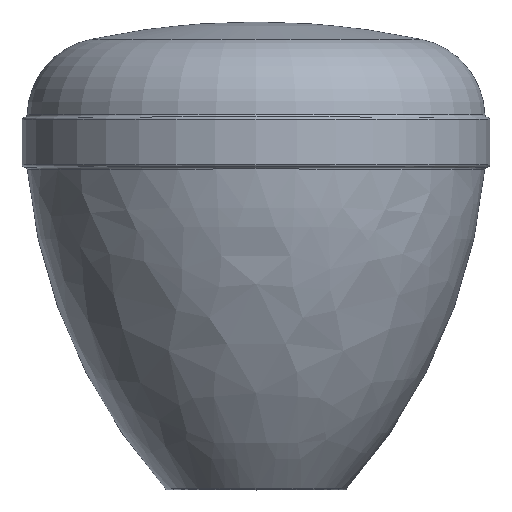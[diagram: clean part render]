
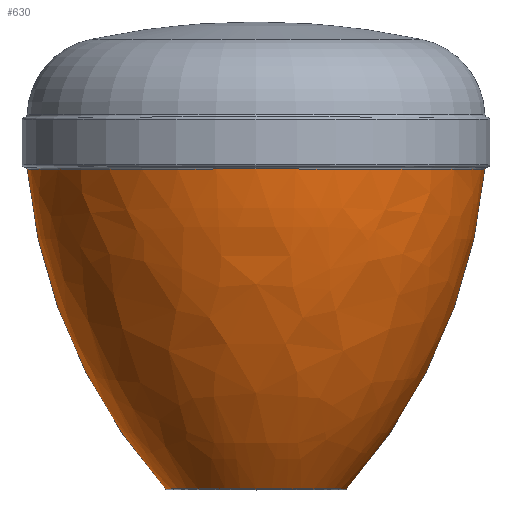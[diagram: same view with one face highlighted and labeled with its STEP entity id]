
A CAD part, top view. The second image highlights one B-rep face of the part: STEP entity #630.
In plain terms, the highlighted free-form (B-spline) face has degree [3, 3] with [7, 4] control points.
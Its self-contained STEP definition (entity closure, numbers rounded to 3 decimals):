
#131=CARTESIAN_POINT('',(0.,0.084,0.));
#132=DIRECTION('',(0.,-1.,0.));
#133=DIRECTION('',(1.,0.,0.));
#134=AXIS2_PLACEMENT_3D('',#131,#132,#133);
#136=CARTESIAN_POINT('',(32.854,37.307,0.));
#137=DIRECTION('',(0.,0.,1.));
#138=DIRECTION('',(-0.996,-0.091,0.));
#139=AXIS2_PLACEMENT_3D('',#136,#137,#138);
#141=CARTESIAN_POINT('',(0.,32.193,0.));
#142=DIRECTION('',(0.,1.,0.));
#143=DIRECTION('',(-1.,0.,0.));
#144=AXIS2_PLACEMENT_3D('',#141,#142,#143);
#146=CARTESIAN_POINT('',(-32.854,37.307,0.));
#147=DIRECTION('',(0.,0.,-1.));
#148=DIRECTION('',(0.996,-0.091,0.));
#149=AXIS2_PLACEMENT_3D('',#146,#147,#148);
#317=CARTESIAN_POINT('',(22.98,32.193,0.));
#318=CARTESIAN_POINT('',(-22.98,32.193,0.));
#319=VERTEX_POINT('',#317);
#320=VERTEX_POINT('',#318);
#345=CARTESIAN_POINT('',(9.075,0.084,0.));
#346=CARTESIAN_POINT('',(-9.075,0.084,0.));
#347=VERTEX_POINT('',#345);
#348=VERTEX_POINT('',#346);
#594=CARTESIAN_POINT('',(22.995,32.902,-1.447));
#595=CARTESIAN_POINT('',(22.009,20.376,-1.385));
#596=CARTESIAN_POINT('',(17.026,8.845,-1.071));
#597=CARTESIAN_POINT('',(8.582,-0.445,
-0.54));
#598=CARTESIAN_POINT('',(23.885,32.902,12.704));
#599=CARTESIAN_POINT('',(22.862,20.376,12.16));
#600=CARTESIAN_POINT('',(17.685,8.845,9.407));
#601=CARTESIAN_POINT('',(8.914,-0.445,4.741));
#602=CARTESIAN_POINT('',(14.179,32.902,23.04));
#603=CARTESIAN_POINT('',(13.571,20.376,22.053));
#604=CARTESIAN_POINT('',(10.498,8.845,17.06));
#605=CARTESIAN_POINT('',(5.292,-0.445,8.599));
#606=CARTESIAN_POINT('',(0.,32.902,23.04));
#607=CARTESIAN_POINT('',(0.,20.376,22.053));
#608=CARTESIAN_POINT('',(0.,8.845,17.06));
#609=CARTESIAN_POINT('',(0.,-0.445,8.599));
#610=CARTESIAN_POINT('',(-14.179,32.902,23.04));
#611=CARTESIAN_POINT('',(-13.571,20.376,22.053));
#612=CARTESIAN_POINT('',(-10.498,8.845,17.06));
#613=CARTESIAN_POINT('',(-5.292,-0.445,
8.599));
#614=CARTESIAN_POINT('',(-23.885,32.902,12.704));
#615=CARTESIAN_POINT('',(-22.862,20.376,12.16));
#616=CARTESIAN_POINT('',(-17.685,8.845,9.407));
#617=CARTESIAN_POINT('',(-8.914,-0.445,
4.741));
#618=CARTESIAN_POINT('',(-22.995,32.902,-1.447));
#619=CARTESIAN_POINT('',(-22.009,20.376,-1.385));
#620=CARTESIAN_POINT('',(-17.026,8.845,-1.071));
#621=CARTESIAN_POINT('',(-8.582,-0.445,
-0.54));
#622=(BOUNDED_SURFACE()B_SPLINE_SURFACE(3,3,((#594,#595,#596,#597),(#598,#599,
#600,#601),(#602,#603,#604,#605),(#606,#607,#608,#609),(#610,#611,#612,#613),(
#614,#615,#616,#617),(#618,#619,#620,#621)),.UNSPECIFIED.,.F.,.F.,.F.)B_SPLINE_SURFACE_WITH_KNOTS((4,3,4),(4,4),(0.,1.,2.),(0.,1.),.UNSPECIFIED.)GEOMETRIC_REPRESENTATION_ITEM()RATIONAL_B_SPLINE_SURFACE(((1.22,
1.176,1.176,1.22),(0.964,
0.929,0.929,0.964),(0.964,
0.929,0.929,0.964),(1.22,
1.176,1.176,1.22),(0.964,
0.929,0.929,0.964),(0.964,
0.929,0.929,0.964),(1.22,
1.176,1.176,1.22)))REPRESENTATION_ITEM('')SURFACE());
#623=ORIENTED_EDGE('',*,*,#535,.T.);
#624=ORIENTED_EDGE('',*,*,#589,.F.);
#626=ORIENTED_EDGE('',*,*,#625,.T.);
#627=ORIENTED_EDGE('',*,*,#585,.T.);
#628=EDGE_LOOP('',(#623,#624,#626,#627));
#629=FACE_OUTER_BOUND('',#628,.F.);
#630=ADVANCED_FACE('',(#629),#622,.T.);
#135=CIRCLE('',#134,9.075);
#140=CIRCLE('',#139,56.068);
#145=CIRCLE('',#144,22.98);
#150=CIRCLE('',#149,56.068);
#535=EDGE_CURVE('',#347,#348,#135,.T.);
#585=EDGE_CURVE('',#319,#347,#150,.T.);
#589=EDGE_CURVE('',#320,#348,#140,.T.);
#625=EDGE_CURVE('',#320,#319,#145,.T.);
